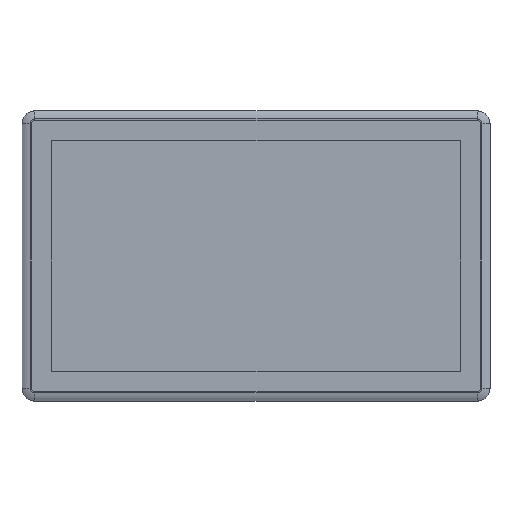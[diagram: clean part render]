
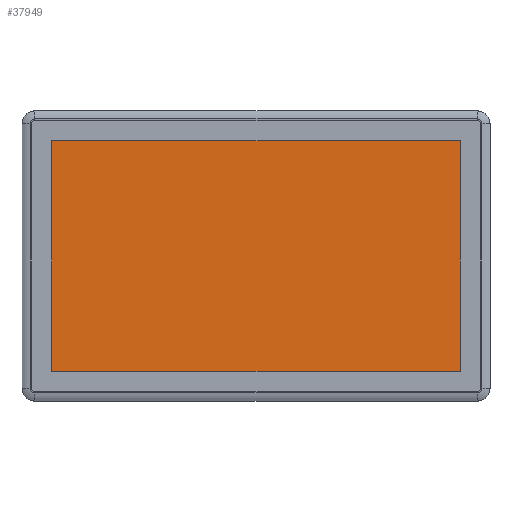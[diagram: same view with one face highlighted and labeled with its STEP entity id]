
A CAD part, top view. The second image highlights one B-rep face of the part: STEP entity #37949.
In plain terms, the highlighted planar face has unit normal (0, 0, 1).
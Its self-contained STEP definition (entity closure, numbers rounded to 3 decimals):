
#1037 = CARTESIAN_POINT ( 'NONE',  ( -239.3, 135.05, 12.7 ) ) ;
#1371 = VERTEX_POINT ( 'NONE', #1037 ) ;
#2779 = CARTESIAN_POINT ( 'NONE',  ( 239.3, 135.05, 12.7 ) ) ;
#4340 = EDGE_CURVE ( 'NONE', #23229, #1371, #18530, .T. ) ;
#5093 = VECTOR ( 'NONE', #16890, 1000. ) ;
#5604 = EDGE_CURVE ( 'NONE', #26641, #23229, #21919, .T. ) ;
#5813 = VECTOR ( 'NONE', #13569, 1000. ) ;
#7505 = VECTOR ( 'NONE', #24278, 1000. ) ;
#8752 = VECTOR ( 'NONE', #27642, 1000. ) ;
#8988 = EDGE_CURVE ( 'NONE', #40981, #26641, #24023, .T. ) ;
#9798 = PLANE ( 'NONE',  #11583 ) ;
#11583 = AXIS2_PLACEMENT_3D ( 'NONE', #34501, #15441, #40087 ) ;
#13569 = DIRECTION ( 'NONE',  ( 0., -1., 0. ) ) ;
#14418 = ORIENTED_EDGE ( 'NONE', *, *, #15491, .T. ) ;
#15441 = DIRECTION ( 'NONE',  ( 0., 0., 1. ) ) ;
#15491 = EDGE_CURVE ( 'NONE', #1371, #40981, #30683, .T. ) ;
#16529 = CARTESIAN_POINT ( 'NONE',  ( -239.3, -135.05, 12.7 ) ) ;
#16890 = DIRECTION ( 'NONE',  ( 1., 0., 0. ) ) ;
#18530 = LINE ( 'NONE', #43203, #7505 ) ;
#21919 = LINE ( 'NONE', #2779, #8752 ) ;
#23229 = VERTEX_POINT ( 'NONE', #25304 ) ;
#23679 = ORIENTED_EDGE ( 'NONE', *, *, #5604, .T. ) ;
#24023 = LINE ( 'NONE', #16529, #5093 ) ;
#24278 = DIRECTION ( 'NONE',  ( -1., 0., 0. ) ) ;
#25304 = CARTESIAN_POINT ( 'NONE',  ( 239.3, 135.05, 12.7 ) ) ;
#26641 = VERTEX_POINT ( 'NONE', #40131 ) ;
#27642 = DIRECTION ( 'NONE',  ( 0., 1., 0. ) ) ;
#28483 = CARTESIAN_POINT ( 'NONE',  ( -239.3, -135.05, 12.7 ) ) ;
#29950 = ORIENTED_EDGE ( 'NONE', *, *, #8988, .T. ) ;
#30683 = LINE ( 'NONE', #40357, #5813 ) ;
#34501 = CARTESIAN_POINT ( 'NONE',  ( 0., 0., 12.7 ) ) ;
#36901 = EDGE_LOOP ( 'NONE', ( #14418, #29950, #23679, #39014 ) ) ;
#37949 = ADVANCED_FACE ( 'NONE', ( #42888 ), #9798, .T. ) ;
#39014 = ORIENTED_EDGE ( 'NONE', *, *, #4340, .T. ) ;
#40087 = DIRECTION ( 'NONE',  ( 1., 0., 0. ) ) ;
#40131 = CARTESIAN_POINT ( 'NONE',  ( 239.3, -135.05, 12.7 ) ) ;
#40357 = CARTESIAN_POINT ( 'NONE',  ( -239.3, 135.05, 12.7 ) ) ;
#40981 = VERTEX_POINT ( 'NONE', #28483 ) ;
#42888 = FACE_OUTER_BOUND ( 'NONE', #36901, .T. ) ;
#43203 = CARTESIAN_POINT ( 'NONE',  ( -239.3, 135.05, 12.7 ) ) ;
